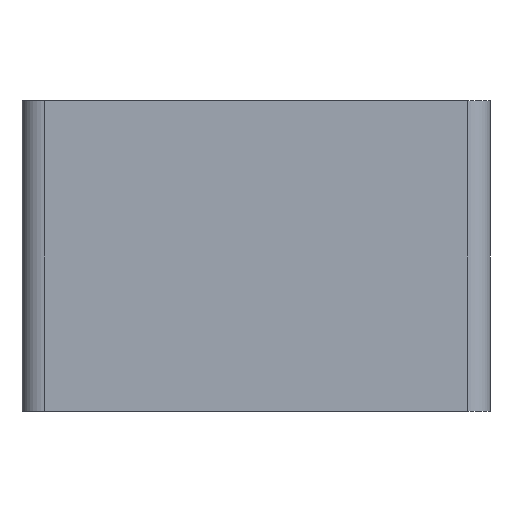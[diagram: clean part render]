
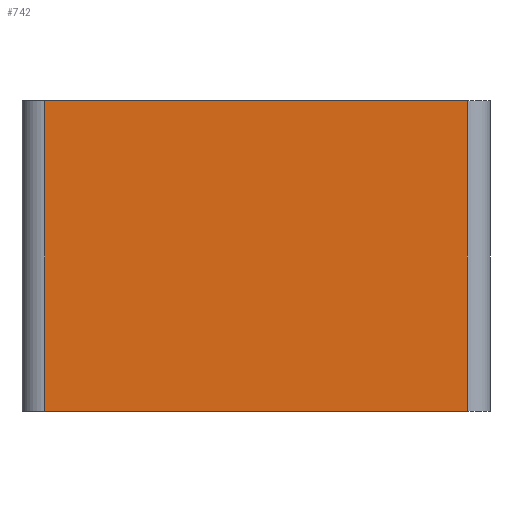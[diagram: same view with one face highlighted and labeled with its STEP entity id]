
A CAD part, left-side view. The second image highlights one B-rep face of the part: STEP entity #742.
In plain terms, the highlighted planar face has unit normal (-1, 0, 0).
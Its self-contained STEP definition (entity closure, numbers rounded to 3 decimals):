
#44=FACE_OUTER_BOUND('',#82,.T.);
#82=EDGE_LOOP('',(#516,#517,#518,#519));
#132=LINE('',#1091,#228);
#133=LINE('',#1095,#229);
#134=LINE('',#1097,#230);
#135=LINE('',#1098,#231);
#228=VECTOR('',#887,10.);
#229=VECTOR('',#892,10.);
#230=VECTOR('',#893,10.);
#231=VECTOR('',#894,10.);
#324=VERTEX_POINT('',#1088);
#325=VERTEX_POINT('',#1090);
#326=VERTEX_POINT('',#1094);
#327=VERTEX_POINT('',#1096);
#401=EDGE_CURVE('',#325,#324,#132,.T.);
#403=EDGE_CURVE('',#324,#326,#133,.T.);
#404=EDGE_CURVE('',#327,#326,#134,.T.);
#405=EDGE_CURVE('',#327,#325,#135,.T.);
#516=ORIENTED_EDGE('',*,*,#403,.T.);
#517=ORIENTED_EDGE('',*,*,#404,.F.);
#518=ORIENTED_EDGE('',*,*,#405,.T.);
#519=ORIENTED_EDGE('',*,*,#401,.T.);
#707=PLANE('',#809);
#742=ADVANCED_FACE('',(#44),#707,.T.);
#809=AXIS2_PLACEMENT_3D('',#1093,#890,#891);
#887=DIRECTION('',(0.,0.,-1.));
#890=DIRECTION('center_axis',(-1.,0.,0.));
#891=DIRECTION('ref_axis',(0.,1.,0.));
#892=DIRECTION('',(0.,-1.,0.));
#893=DIRECTION('',(0.,0.,-1.));
#894=DIRECTION('',(0.,1.,0.));
#1088=CARTESIAN_POINT('',(-31.431,27.75,3.));
#1090=CARTESIAN_POINT('',(-31.431,27.75,14.));
#1091=CARTESIAN_POINT('',(-31.431,27.75,14.));
#1093=CARTESIAN_POINT('Origin',(-31.431,12.75,14.));
#1094=CARTESIAN_POINT('',(-31.431,12.75,3.));
#1095=CARTESIAN_POINT('',(-31.431,20.75,3.));
#1096=CARTESIAN_POINT('',(-31.431,12.75,14.));
#1097=CARTESIAN_POINT('',(-31.431,12.75,14.));
#1098=CARTESIAN_POINT('',(-31.431,6.375,14.));
